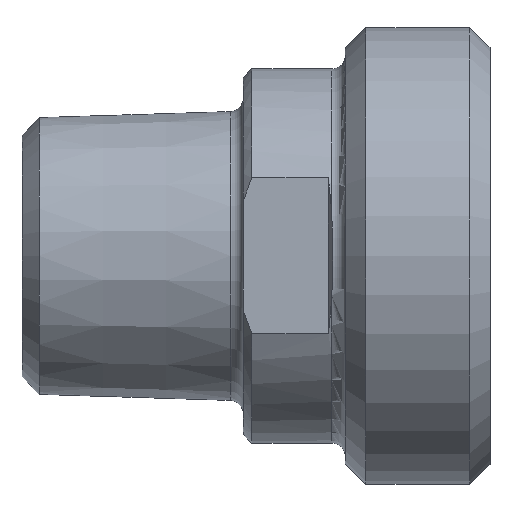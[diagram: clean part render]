
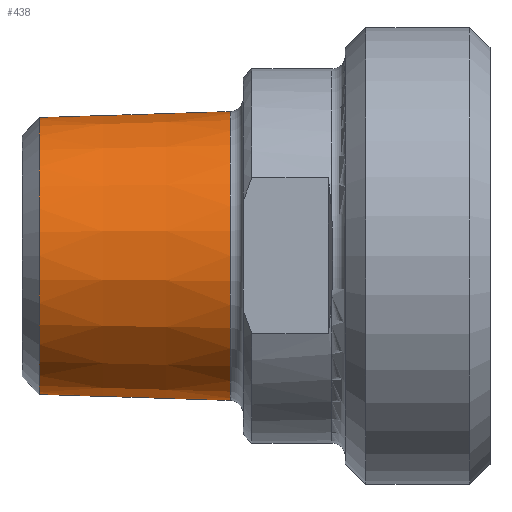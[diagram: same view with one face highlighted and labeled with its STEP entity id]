
A CAD part, top view. The second image highlights one B-rep face of the part: STEP entity #438.
In plain terms, the highlighted conical face has half-angle 1.8 degrees and reference radius 8.304 mm.
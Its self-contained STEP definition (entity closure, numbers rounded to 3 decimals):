
#19=CONICAL_SURFACE('',#510,8.304,0.031);
#54=LINE('',#796,#73);
#73=VECTOR('',#630,8.304);
#105=FACE_OUTER_BOUND('',#134,.T.);
#134=EDGE_LOOP('',(#367,#368,#369,#370,#371,#372));
#167=CIRCLE('',#507,8.484);
#169=CIRCLE('',#509,8.484);
#170=CIRCLE('',#511,8.131);
#171=CIRCLE('',#512,8.131);
#213=VERTEX_POINT('',#789);
#214=VERTEX_POINT('',#790);
#215=VERTEX_POINT('',#795);
#216=VERTEX_POINT('',#797);
#268=EDGE_CURVE('',#213,#214,#167,.T.);
#270=EDGE_CURVE('',#214,#213,#169,.T.);
#271=EDGE_CURVE('',#213,#215,#54,.T.);
#272=EDGE_CURVE('',#216,#215,#170,.T.);
#273=EDGE_CURVE('',#215,#216,#171,.T.);
#367=ORIENTED_EDGE('',*,*,#268,.F.);
#368=ORIENTED_EDGE('',*,*,#271,.T.);
#369=ORIENTED_EDGE('',*,*,#272,.F.);
#370=ORIENTED_EDGE('',*,*,#273,.F.);
#371=ORIENTED_EDGE('',*,*,#271,.F.);
#372=ORIENTED_EDGE('',*,*,#270,.F.);
#438=ADVANCED_FACE('',(#105),#19,.T.);
#507=AXIS2_PLACEMENT_3D('',#791,#622,#623);
#509=AXIS2_PLACEMENT_3D('',#793,#626,#627);
#510=AXIS2_PLACEMENT_3D('',#794,#628,#629);
#511=AXIS2_PLACEMENT_3D('',#798,#631,#632);
#512=AXIS2_PLACEMENT_3D('',#799,#633,#634);
#622=DIRECTION('center_axis',(1.,0.,0.));
#623=DIRECTION('ref_axis',(0.,-1.,0.));
#626=DIRECTION('center_axis',(1.,0.,0.));
#627=DIRECTION('ref_axis',(0.,-1.,0.));
#628=DIRECTION('center_axis',(1.,0.,0.));
#629=DIRECTION('ref_axis',(0.,1.,0.));
#630=DIRECTION('',(-1.,0.031,0.));
#631=DIRECTION('center_axis',(-1.,0.,0.));
#632=DIRECTION('ref_axis',(0.,-1.,0.));
#633=DIRECTION('center_axis',(-1.,0.,0.));
#634=DIRECTION('ref_axis',(0.,-1.,0.));
#789=CARTESIAN_POINT('',(-15.275,-8.484,0.));
#790=CARTESIAN_POINT('',(-15.275,0.,8.484));
#791=CARTESIAN_POINT('Origin',(-15.275,0.,0.));
#793=CARTESIAN_POINT('Origin',(-15.275,0.,0.));
#794=CARTESIAN_POINT('Origin',(-21.,0.,0.));
#795=CARTESIAN_POINT('',(-26.5,-8.131,0.));
#796=CARTESIAN_POINT('',(-21.,-8.304,0.));
#797=CARTESIAN_POINT('',(-26.5,8.131,0.));
#798=CARTESIAN_POINT('Origin',(-26.5,0.,0.));
#799=CARTESIAN_POINT('Origin',(-26.5,0.,0.));
